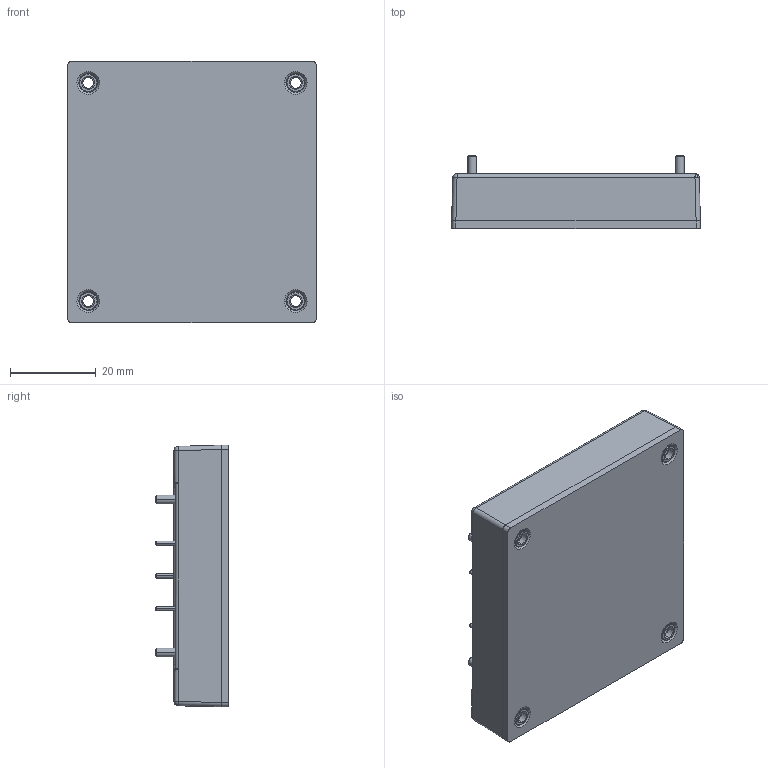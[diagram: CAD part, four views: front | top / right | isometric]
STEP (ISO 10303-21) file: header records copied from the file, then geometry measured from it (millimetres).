
FILE_DESCRIPTION((''),'2;1');
FILE_NAME('UMRH200ECP24ERG_ASM','2024-09-27T11:22:58',('u10593'),(''),'CREO PARAMETRIC BY PTC INC, 2018100','CREO PARAMETRIC BY PTC INC, 2018100','');
FILE_SCHEMA(('CONFIG_CONTROL_DESIGN'));
Length unit declared in the file: millimetre
Products named in the file (7): MAIN_PCB; 54GMFH200EA2_V2; SCREW_BOSS; 03G12015R201; 03G1069R0001; UMRH200ECP24ERG_LABEL; UMRH200ECP24ERG_ASM
Assembly tree (16 placements, depth 2):
  UMRH200ECP24ERG_ASM
    MAIN_PCB
    54GMFH200EA2_V2
    SCREW_BOSS  x4
    03G12015R201  x4
    03G1069R0001  x5
    UMRH200ECP24ERG_LABEL
Bounding box: 57.9 x 17 x 60.9 mm (x, y, z)
Volume: 12892.5 mm3; surface area: 23114.5 mm2
Topology: 16 solids, 16 shells, 1955 faces, 5331 edges, 3510 vertices
Faces by surface type: plane 1066, extrusion 461, cylinder 308, cone 76, bspline 18, sphere 14, torus 12
Entity records: 54752 total; most frequent: CARTESIAN_POINT 14876, ORIENTED_EDGE 8934, DIRECTION 6587, EDGE_CURVE 4467, VECTOR 3477, LINE 3016, VERTEX_POINT 2954, EDGE_LOOP 1771
